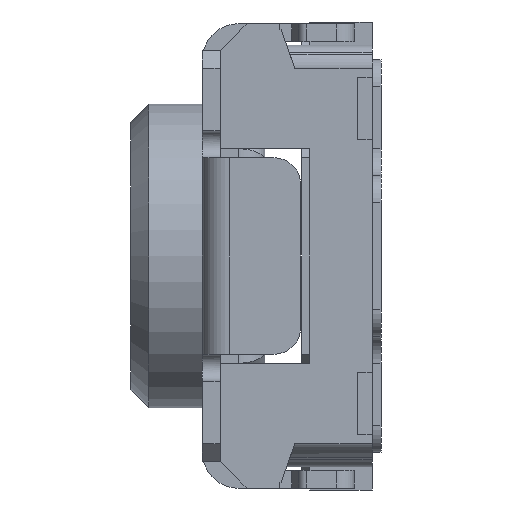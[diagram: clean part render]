
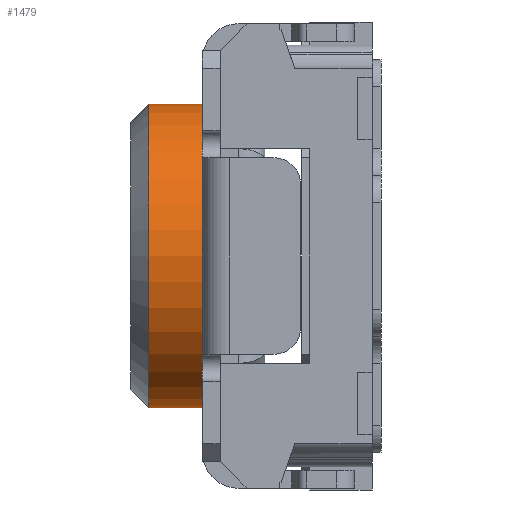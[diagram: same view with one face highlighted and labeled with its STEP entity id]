
A CAD part, left-side view. The second image highlights one B-rep face of the part: STEP entity #1479.
In plain terms, the highlighted cylindrical face has radius 0.85 mm (diameter 1.7 mm), a partial arc.
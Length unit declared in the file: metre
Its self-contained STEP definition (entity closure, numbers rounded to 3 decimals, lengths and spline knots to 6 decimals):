
#274 = VECTOR ( 'NONE', #7310, 1. ) ;
#553 = CARTESIAN_POINT ( 'NONE',  ( 0., 0.00125, -0.00085 ) ) ;
#672 = CYLINDRICAL_SURFACE ( 'NONE', #923, 0.00085 ) ;
#794 = CIRCLE ( 'NONE', #2716, 0.00085 ) ;
#923 = AXIS2_PLACEMENT_3D ( 'NONE', #4795, #2055, #9550 ) ;
#924 = ORIENTED_EDGE ( 'NONE', *, *, #4840, .F. ) ;
#1135 = EDGE_CURVE ( 'NONE', #9477, #10513, #7314, .T. ) ;
#1465 = CIRCLE ( 'NONE', #7801, 0.00085 ) ;
#1479 = ADVANCED_FACE ( 'NONE', ( #4133 ), #672, .T. ) ;
#1792 = VERTEX_POINT ( 'NONE', #6370 ) ;
#2055 = DIRECTION ( 'NONE',  ( 0., -1., 0. ) ) ;
#2243 = DIRECTION ( 'NONE',  ( 0., -1., 0. ) ) ;
#2302 = EDGE_LOOP ( 'NONE', ( #11930, #6397, #9385, #924 ) ) ;
#2519 = DIRECTION ( 'NONE',  ( 0., -1., 0. ) ) ;
#2716 = AXIS2_PLACEMENT_3D ( 'NONE', #8404, #2806, #9339 ) ;
#2806 = DIRECTION ( 'NONE',  ( 0., -1., 0. ) ) ;
#4133 = FACE_OUTER_BOUND ( 'NONE', #2302, .T. ) ;
#4340 = EDGE_CURVE ( 'NONE', #10988, #1792, #10924, .T. ) ;
#4795 = CARTESIAN_POINT ( 'NONE',  ( 0., 0.000842, 0. ) ) ;
#4840 = EDGE_CURVE ( 'NONE', #1792, #10513, #1465, .T. ) ;
#5058 = CARTESIAN_POINT ( 'NONE',  ( 0., 0.00085, 0. ) ) ;
#5402 = CARTESIAN_POINT ( 'NONE',  ( 0., 0.000842, 0.00085 ) ) ;
#6370 = CARTESIAN_POINT ( 'NONE',  ( 0., 0.00085, 0.00085 ) ) ;
#6397 = ORIENTED_EDGE ( 'NONE', *, *, #9979, .T. ) ;
#7310 = DIRECTION ( 'NONE',  ( 0., -1., 0. ) ) ;
#7314 = LINE ( 'NONE', #8290, #274 ) ;
#7801 = AXIS2_PLACEMENT_3D ( 'NONE', #5058, #2243, #8928 ) ;
#8290 = CARTESIAN_POINT ( 'NONE',  ( 0., 0.000842, -0.00085 ) ) ;
#8404 = CARTESIAN_POINT ( 'NONE',  ( 0., 0.00125, 0. ) ) ;
#8928 = DIRECTION ( 'NONE',  ( 0., 0., -1. ) ) ;
#9339 = DIRECTION ( 'NONE',  ( 0., 0., -1. ) ) ;
#9385 = ORIENTED_EDGE ( 'NONE', *, *, #1135, .T. ) ;
#9477 = VERTEX_POINT ( 'NONE', #553 ) ;
#9550 = DIRECTION ( 'NONE',  ( 0., 0., -1. ) ) ;
#9979 = EDGE_CURVE ( 'NONE', #10988, #9477, #794, .T. ) ;
#10132 = CARTESIAN_POINT ( 'NONE',  ( 0., 0.00085, -0.00085 ) ) ;
#10513 = VERTEX_POINT ( 'NONE', #10132 ) ;
#10924 = LINE ( 'NONE', #5402, #11823 ) ;
#10988 = VERTEX_POINT ( 'NONE', #11757 ) ;
#11757 = CARTESIAN_POINT ( 'NONE',  ( 0., 0.00125, 0.00085 ) ) ;
#11823 = VECTOR ( 'NONE', #2519, 1. ) ;
#11930 = ORIENTED_EDGE ( 'NONE', *, *, #4340, .F. ) ;
